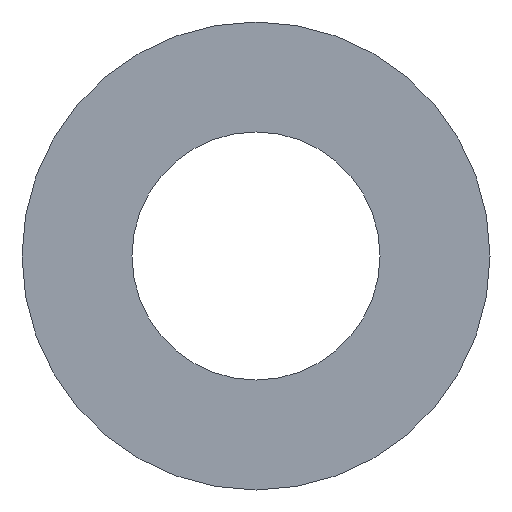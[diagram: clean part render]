
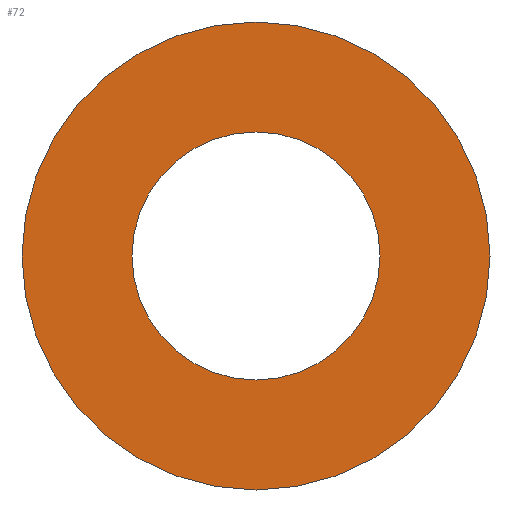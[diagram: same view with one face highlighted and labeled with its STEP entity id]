
A CAD part, front view. The second image highlights one B-rep face of the part: STEP entity #72.
In plain terms, the highlighted planar face has unit normal (0, -1, 0).
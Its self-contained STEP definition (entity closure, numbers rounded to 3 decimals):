
#27=ORIENTED_EDGE('',*,*,#36,.T.);
#28=ORIENTED_EDGE('',*,*,#35,.F.);
#35=EDGE_CURVE('',#40,#40,#45,.T.);
#36=EDGE_CURVE('',#41,#41,#46,.T.);
#40=VERTEX_POINT('',#128);
#41=VERTEX_POINT('',#131);
#45=CIRCLE('',#92,2.65);
#46=CIRCLE('',#94,5.);
#52=EDGE_LOOP('',(#27));
#53=EDGE_LOOP('',(#28));
#62=FACE_BOUND('',#52,.T.);
#63=FACE_BOUND('',#53,.T.);
#69=PLANE('',#93);
#72=ADVANCED_FACE('',(#62,#63),#69,.T.);
#92=AXIS2_PLACEMENT_3D('',#127,#108,#109);
#93=AXIS2_PLACEMENT_3D('',#129,#110,#111);
#94=AXIS2_PLACEMENT_3D('',#130,#112,#113);
#108=DIRECTION('',(0.,-1.,0.));
#109=DIRECTION('',(0.,0.,-1.));
#110=DIRECTION('',(0.,-1.,0.));
#111=DIRECTION('',(0.,0.,-1.));
#112=DIRECTION('',(0.,-1.,0.));
#113=DIRECTION('',(0.,0.,-1.));
#127=CARTESIAN_POINT('',(0.,0.,0.));
#128=CARTESIAN_POINT('',(0.,0.,-2.65));
#129=CARTESIAN_POINT('',(2.65,0.,0.));
#130=CARTESIAN_POINT('',(0.,0.,0.));
#131=CARTESIAN_POINT('',(0.,0.,-5.));
